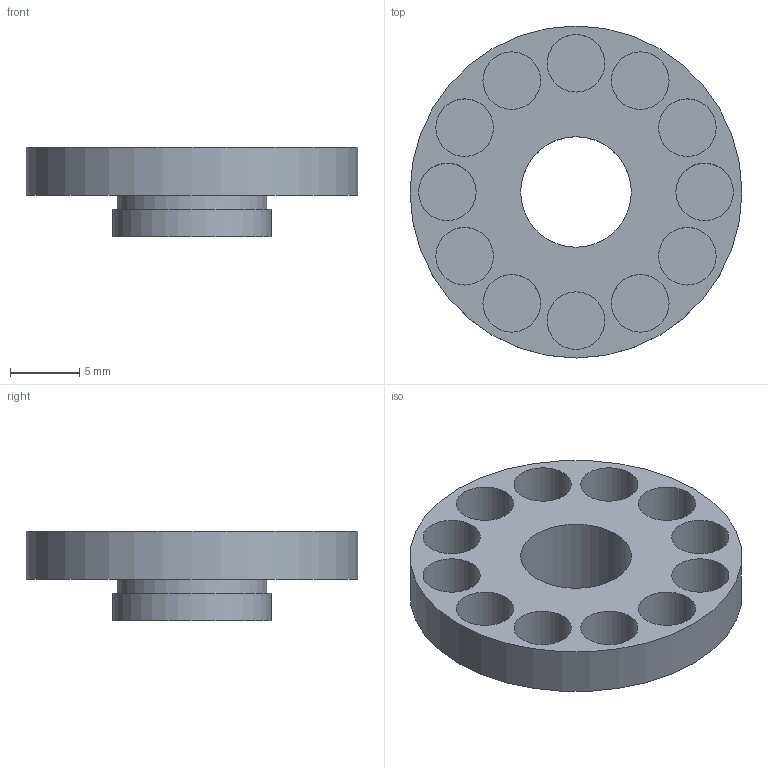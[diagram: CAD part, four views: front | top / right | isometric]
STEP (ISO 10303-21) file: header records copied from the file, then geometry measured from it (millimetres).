
FILE_DESCRIPTION(('Open CASCADE Model'),'2;1');
FILE_NAME('Open CASCADE Shape Model','2025-01-15T17:48:14',('Author'),( 'Open CASCADE'),'Open CASCADE STEP processor 7.7','Open CASCADE 7.7' ,'Unknown');
FILE_SCHEMA(('AUTOMOTIVE_DESIGN { 1 0 10303 214 1 1 1 1 }'));
Length unit declared in the file: millimetre
Products named in the file (1): Open CASCADE STEP translator 7.7 1
Bounding box: 24 x 24 x 6.5 mm (x, y, z)
Volume: 1016.5 mm3; surface area: 1876.7 mm2
Topology: 1 solids, 1 shells, 32 faces, 48 edges, 32 vertices
Faces by surface type: cylinder 16, plane 16
Full cylindrical faces by diameter (mm): 4.16 x12, 8 x1, 10.83 x1, 11.45 x1, 24 x1
Entity records: 1401 total; most frequent: CARTESIAN_POINT 287, DIRECTION 229, ORIENTED_EDGE 96, PCURVE 96, DEFINITIONAL_REPRESENTATION 96, LINE 80, VECTOR 80, AXIS2_PLACEMENT_3D 65
